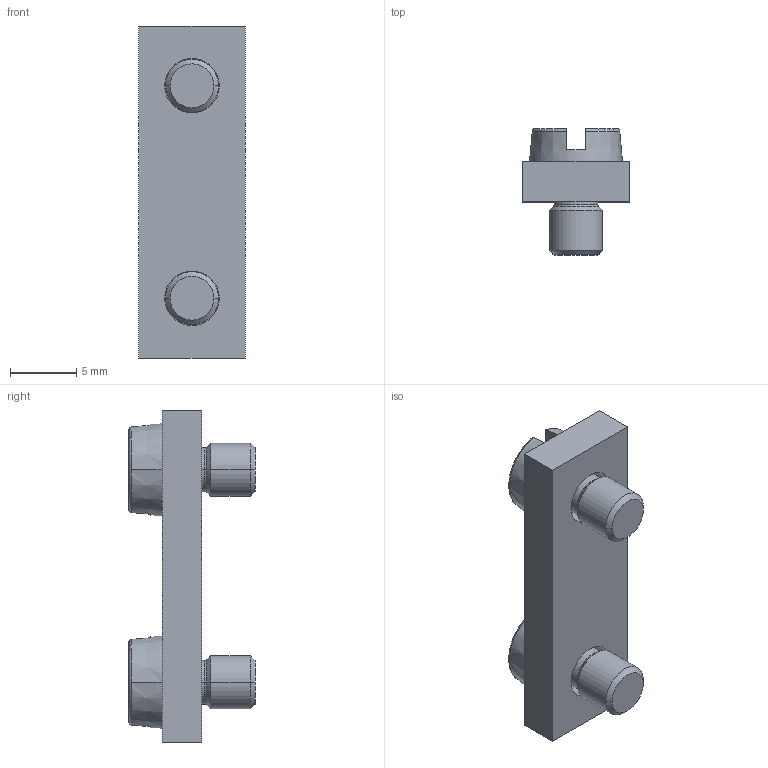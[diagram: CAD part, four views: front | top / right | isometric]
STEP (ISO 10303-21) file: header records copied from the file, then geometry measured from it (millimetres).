
FILE_DESCRIPTION((''),'2;1');
FILE_NAME('QS_RK35NR_GEN_ASM','2013-10-09T',('Carl'),(''),'PRO/ENGINEER BY PARAMETRIC TECHNOLOGY CORPORATION, 2013130','PRO/ENGINEER BY PARAMETRIC TECHNOLOGY CORPORATION, 2013130','');
FILE_SCHEMA(('CONFIG_CONTROL_DESIGN'));
Length unit declared in the file: millimetre
Products named in the file (4): QS_RK35NR_GEN_SKEL0001; QS_GENERIK_RK35NR; BS07; QS_RK35NR_GEN_ASM
Assembly tree (4 placements, depth 2):
  QS_RK35NR_GEN_ASM
    QS_RK35NR_GEN_SKEL0001
    QS_GENERIK_RK35NR
    BS07  x2
Bounding box: 8 x 9.5 x 25 mm (x, y, z)
Volume: 817.7 mm3; surface area: 1072 mm2
Topology: 3 solids, 3 shells, 82 faces, 194 edges, 120 vertices
Faces by surface type: plane 26, cylinder 20, torus 18, cone 12, bspline 6
Entity records: 2292 total; most frequent: CARTESIAN_POINT 749, DIRECTION 324, ORIENTED_EDGE 296, EDGE_CURVE 148, AXIS2_PLACEMENT_3D 135, VERTEX_POINT 92, CIRCLE 72, EDGE_LOOP 66
